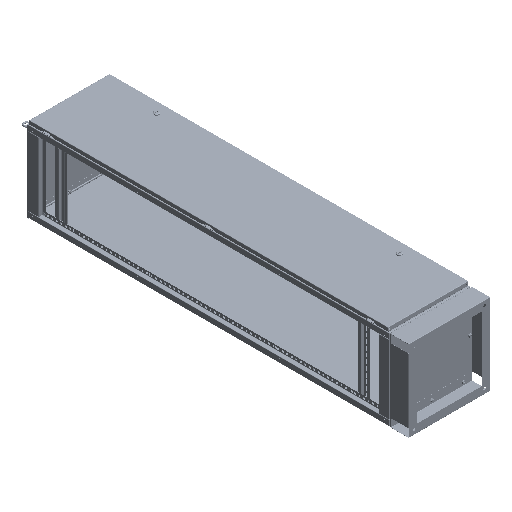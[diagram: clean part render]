
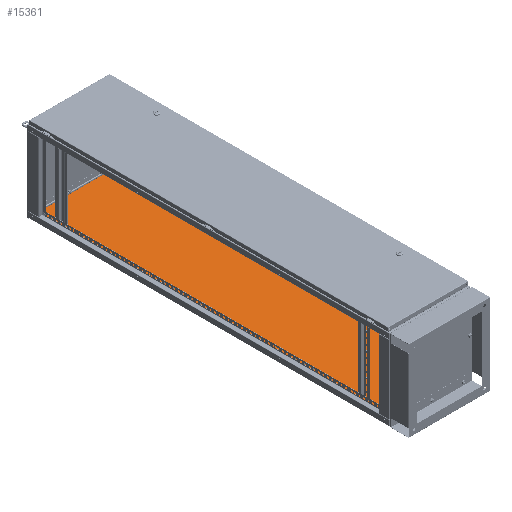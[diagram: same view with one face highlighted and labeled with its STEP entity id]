
A CAD part, isometric view. The second image highlights one B-rep face of the part: STEP entity #15361.
In plain terms, the highlighted face is planar.
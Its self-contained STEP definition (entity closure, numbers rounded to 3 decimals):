
#544 = DIRECTION ( 'NONE',  ( 0., 1., 0. ) ) ;
#4601 = EDGE_CURVE ( 'NONE', #50698, #19766, #17432, .T. ) ;
#4629 = PLANE ( 'NONE',  #97353 ) ;
#7630 = VECTOR ( 'NONE', #56986, 1000. ) ;
#9885 = CARTESIAN_POINT ( 'NONE',  ( -2., 1.177, -1. ) ) ;
#13028 = LINE ( 'NONE', #56568, #20068 ) ;
#13074 = ORIENTED_EDGE ( 'NONE', *, *, #65788, .F. ) ;
#15361 = ADVANCED_FACE ( 'NONE', ( #48109 ), #4629, .F. ) ;
#17432 = LINE ( 'NONE', #77785, #39725 ) ;
#17475 = LINE ( 'NONE', #95090, #7630 ) ;
#19766 = VERTEX_POINT ( 'NONE', #83728 ) ;
#20068 = VECTOR ( 'NONE', #43185, 1000. ) ;
#34104 = ORIENTED_EDGE ( 'NONE', *, *, #4601, .F. ) ;
#37146 = CARTESIAN_POINT ( 'NONE',  ( -2., 2., -1. ) ) ;
#39725 = VECTOR ( 'NONE', #85185, 1000. ) ;
#43185 = DIRECTION ( 'NONE',  ( 1., 0., 0. ) ) ;
#43719 = VERTEX_POINT ( 'NONE', #37146 ) ;
#45309 = EDGE_CURVE ( 'NONE', #19766, #45576, #17475, .T. ) ;
#45576 = VERTEX_POINT ( 'NONE', #54321 ) ;
#48109 = FACE_OUTER_BOUND ( 'NONE', #65742, .T. ) ;
#50698 = VERTEX_POINT ( 'NONE', #52726 ) ;
#52726 = CARTESIAN_POINT ( 'NONE',  ( -2., 1998., -1. ) ) ;
#54321 = CARTESIAN_POINT ( 'NONE',  ( -448., 2., -1. ) ) ;
#54405 = EDGE_CURVE ( 'NONE', #43719, #50698, #54853, .T. ) ;
#54853 = LINE ( 'NONE', #9885, #83259 ) ;
#56037 = DIRECTION ( 'NONE',  ( 1., 0., 0. ) ) ;
#56568 = CARTESIAN_POINT ( 'NONE',  ( -448.823, 2., -1. ) ) ;
#56986 = DIRECTION ( 'NONE',  ( 0., -1., 0. ) ) ;
#65742 = EDGE_LOOP ( 'NONE', ( #13074, #67477, #34104, #91699 ) ) ;
#65788 = EDGE_CURVE ( 'NONE', #45576, #43719, #13028, .T. ) ;
#67477 = ORIENTED_EDGE ( 'NONE', *, *, #45309, .F. ) ;
#70429 = DIRECTION ( 'NONE',  ( 0., 0., 1. ) ) ;
#71399 = CARTESIAN_POINT ( 'NONE',  ( 0., 0., -1. ) ) ;
#77785 = CARTESIAN_POINT ( 'NONE',  ( -1.177, 1998., -1. ) ) ;
#83259 = VECTOR ( 'NONE', #544, 1000. ) ;
#83728 = CARTESIAN_POINT ( 'NONE',  ( -448., 1998., -1. ) ) ;
#85185 = DIRECTION ( 'NONE',  ( -1., 0., 0. ) ) ;
#91699 = ORIENTED_EDGE ( 'NONE', *, *, #54405, .F. ) ;
#95090 = CARTESIAN_POINT ( 'NONE',  ( -448., 1998.823, -1. ) ) ;
#97353 = AXIS2_PLACEMENT_3D ( 'NONE', #71399, #70429, #56037 ) ;
